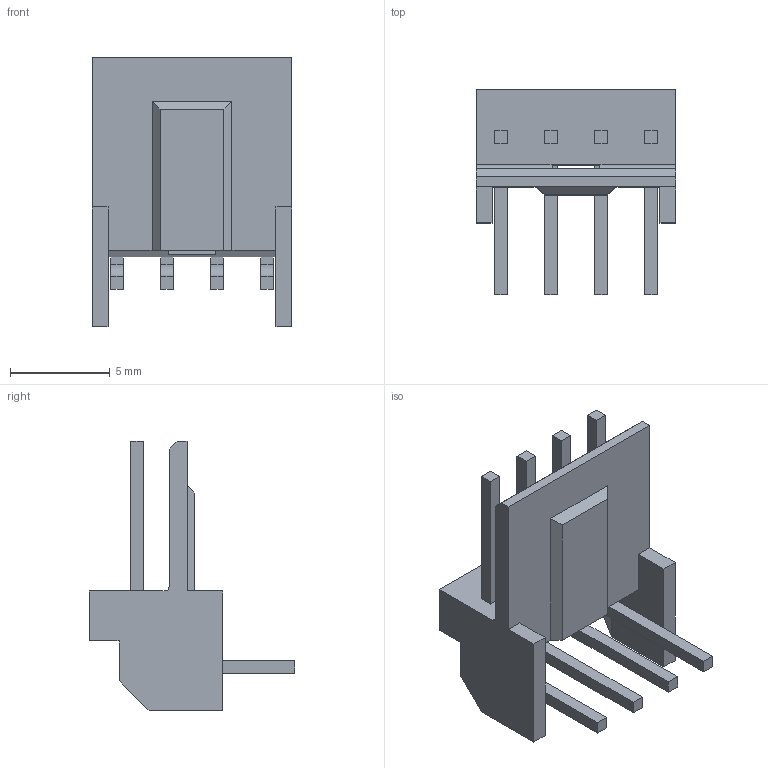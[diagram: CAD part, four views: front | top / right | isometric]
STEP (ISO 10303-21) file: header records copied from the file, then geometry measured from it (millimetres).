
FILE_DESCRIPTION((''),'2;1');
FILE_NAME('C-0171826-04-3','2007-09-05T',('workeradm'),('Tyco Electronics Corporation'),'PRO/ENGINEER BY PARAMETRIC TECHNOLOGY CORPORATION, 2005450','PRO/ENGINEER BY PARAMETRIC TECHNOLOGY CORPORATION, 2005450','');
FILE_SCHEMA(('CONFIG_CONTROL_DESIGN', 'GEOMETRIC_VALIDATION_PROPERTIES_MIM'));
Length unit declared in the file: millimetre
Products named in the file (1): C-0171826-04-3
Bounding box: 10 x 10.3 x 13.5 mm (x, y, z)
Volume: 241.1 mm3; surface area: 625.6 mm2
Topology: 1 solids, 1 shells, 92 faces, 242 edges, 158 vertices
Faces by surface type: plane 82, cylinder 10
Entity records: 2919 total; most frequent: CARTESIAN_POINT 493, ORIENTED_EDGE 484, DIRECTION 446, EDGE_CURVE 242, VECTOR 222, LINE 222, VERTEX_POINT 158, AXIS2_PLACEMENT_3D 112
